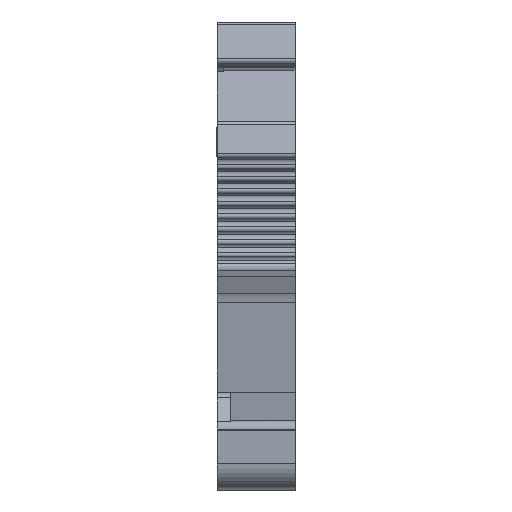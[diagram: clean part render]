
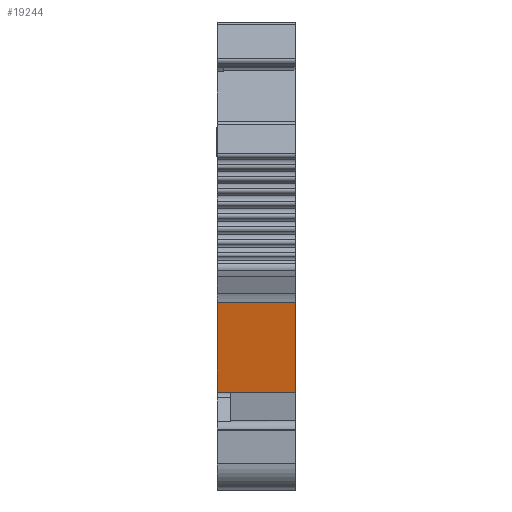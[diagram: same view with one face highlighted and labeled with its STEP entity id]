
A CAD part, left-side view. The second image highlights one B-rep face of the part: STEP entity #19244.
In plain terms, the highlighted planar face has unit normal (-0.986, 0, -0.168).
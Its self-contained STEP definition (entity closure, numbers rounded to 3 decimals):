
#212=B_SPLINE_CURVE_WITH_KNOTS('',3,(#25871,#25872,#25873,#25874),
 .UNSPECIFIED.,.F.,.F.,(4,4),(0.,1.),.UNSPECIFIED.);
#466=LINE('',#25272,#1930);
#835=LINE('',#26782,#2299);
#836=LINE('',#26784,#2300);
#837=LINE('',#26786,#2301);
#1930=VECTOR('',#21310,1000.);
#2299=VECTOR('',#22451,1000.);
#2300=VECTOR('',#22454,1000.);
#2301=VECTOR('',#22455,1000.);
#3391=PLANE('',#20285);
#4998=ORIENTED_EDGE('',*,*,#8764,.F.);
#4999=ORIENTED_EDGE('',*,*,#8765,.F.);
#5000=ORIENTED_EDGE('',*,*,#8173,.F.);
#5001=ORIENTED_EDGE('',*,*,#8392,.T.);
#5002=ORIENTED_EDGE('',*,*,#8763,.T.);
#8173=EDGE_CURVE('',#10268,#10269,#466,.T.);
#8392=EDGE_CURVE('',#10268,#10367,#212,.T.);
#8763=EDGE_CURVE('',#10367,#10641,#835,.T.);
#8764=EDGE_CURVE('',#10642,#10641,#836,.T.);
#8765=EDGE_CURVE('',#10269,#10642,#837,.T.);
#10268=VERTEX_POINT('',#25271);
#10269=VERTEX_POINT('',#25273);
#10367=VERTEX_POINT('',#25515);
#10641=VERTEX_POINT('',#26781);
#10642=VERTEX_POINT('',#26785);
#12128=EDGE_LOOP('',(#4998,#4999,#5000,#5001,#5002));
#12920=FACE_BOUND('',#12128,.T.);
#19244=ADVANCED_FACE('',(#12920),#3391,.T.);
#20285=AXIS2_PLACEMENT_3D('',#26783,#22452,#22453);
#21310=DIRECTION('',(-0.167,0.,0.986));
#22451=DIRECTION('',(0.,-1.,0.));
#22452=DIRECTION('',(-0.986,0.,-0.167));
#22453=DIRECTION('',(-0.167,0.,0.986));
#22454=DIRECTION('',(0.167,0.,-0.986));
#22455=DIRECTION('',(0.,-1.,0.));
#25271=CARTESIAN_POINT('',(-30.656,3.3,-10.38));
#25272=CARTESIAN_POINT('',(-31.509,3.3,-5.352));
#25273=CARTESIAN_POINT('',(-31.831,3.3,-3.458));
#25515=CARTESIAN_POINT('',(-30.656,2.3,-10.38));
#25871=CARTESIAN_POINT('',(-30.656,3.3,-10.38));
#25872=CARTESIAN_POINT('',(-30.656,2.967,-10.38));
#25873=CARTESIAN_POINT('',(-30.656,2.633,-10.38));
#25874=CARTESIAN_POINT('',(-30.656,2.3,-10.38));
#26781=CARTESIAN_POINT('',(-30.656,-2.7,-10.38));
#26782=CARTESIAN_POINT('',(-30.656,2.3,-10.38));
#26783=CARTESIAN_POINT('',(-31.831,85.232,-3.457));
#26784=CARTESIAN_POINT('',(-31.831,-2.7,-3.457));
#26785=CARTESIAN_POINT('',(-31.831,-2.7,-3.457));
#26786=CARTESIAN_POINT('',(-31.831,85.232,-3.457));
